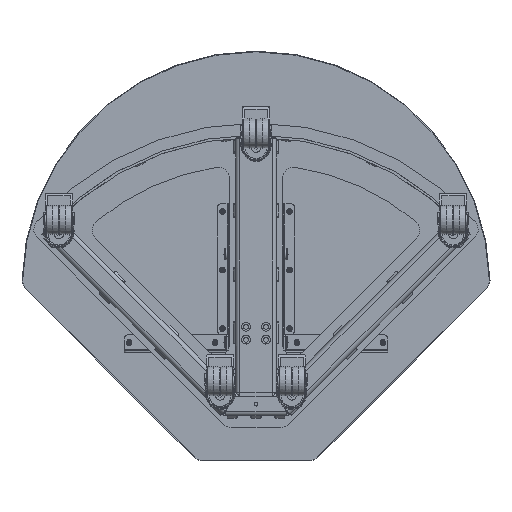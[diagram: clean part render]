
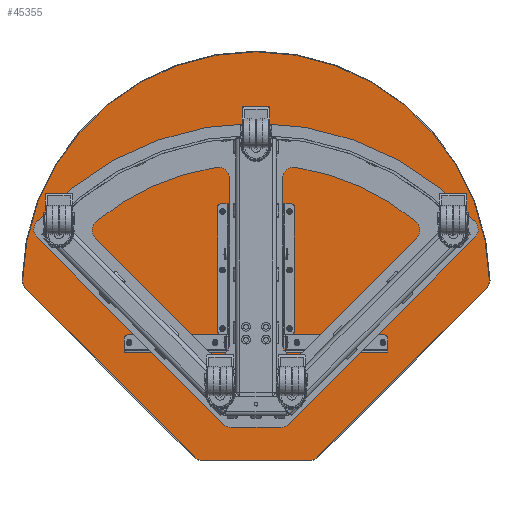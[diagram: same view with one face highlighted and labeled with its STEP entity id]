
A CAD part, front view. The second image highlights one B-rep face of the part: STEP entity #45355.
In plain terms, the highlighted planar face has unit normal (0, -1, 0).
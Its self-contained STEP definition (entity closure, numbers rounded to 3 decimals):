
#111 = EDGE_CURVE ( 'NONE', #374, #9781, #33399, .T. ) ;
#374 = VERTEX_POINT ( 'NONE', #20804 ) ;
#454 = CARTESIAN_POINT ( 'NONE',  ( 393.347, 766.2, 76.761 ) ) ;
#1932 = EDGE_CURVE ( 'NONE', #35667, #2374, #4387, .T. ) ;
#2374 = VERTEX_POINT ( 'NONE', #37147 ) ;
#2445 = ORIENTED_EDGE ( 'NONE', *, *, #37399, .T. ) ;
#2471 = ORIENTED_EDGE ( 'NONE', *, *, #50093, .T. ) ;
#3634 = DIRECTION ( 'NONE',  ( 0., 0., -1. ) ) ;
#4387 = CIRCLE ( 'NONE', #33527, 19. ) ;
#4754 = PLANE ( 'NONE',  #7102 ) ;
#5048 = VERTEX_POINT ( 'NONE', #49710 ) ;
#5526 = CARTESIAN_POINT ( 'NONE',  ( -32.35, 766.2, -105. ) ) ;
#5705 = DIRECTION ( 'NONE',  ( 0., 0., -1. ) ) ;
#5980 = VECTOR ( 'NONE', #41290, 1000. ) ;
#6249 = CARTESIAN_POINT ( 'NONE',  ( 91.716, 766.2, -217. ) ) ;
#6272 = DIRECTION ( 'NONE',  ( 0., 0., 1. ) ) ;
#7102 = AXIS2_PLACEMENT_3D ( 'NONE', #40442, #28200, #17234 ) ;
#7247 = EDGE_LOOP ( 'NONE', ( #2445, #27172, #32003, #10746, #21573, #15600, #41294, #33314 ) ) ;
#7525 = CARTESIAN_POINT ( 'NONE',  ( 23.35, 766.2, -114. ) ) ;
#7562 = CARTESIAN_POINT ( 'NONE',  ( 32.35, 766.2, -105. ) ) ;
#7571 = VERTEX_POINT ( 'NONE', #29454 ) ;
#7641 = CIRCLE ( 'NONE', #20936, 399. ) ;
#7646 = AXIS2_PLACEMENT_3D ( 'NONE', #18957, #35136, #47116 ) ;
#7931 = ORIENTED_EDGE ( 'NONE', *, *, #111, .T. ) ;
#8669 = EDGE_CURVE ( 'NONE', #49339, #47163, #29064, .T. ) ;
#8673 = VECTOR ( 'NONE', #27061, 1000. ) ;
#9453 = DIRECTION ( 'NONE',  ( 0., -1., 0. ) ) ;
#9781 = VERTEX_POINT ( 'NONE', #14408 ) ;
#10603 = CARTESIAN_POINT ( 'NONE',  ( -91.716, 766.2, -217. ) ) ;
#10731 = VECTOR ( 'NONE', #37570, 1000. ) ;
#10746 = ORIENTED_EDGE ( 'NONE', *, *, #8669, .T. ) ;
#11199 = LINE ( 'NONE', #7562, #8673 ) ;
#12435 = CARTESIAN_POINT ( 'NONE',  ( 23.35, 766.2, -87. ) ) ;
#12567 = DIRECTION ( 'NONE',  ( 0., 0., -1. ) ) ;
#13053 = VECTOR ( 'NONE', #24228, 1000. ) ;
#14408 = CARTESIAN_POINT ( 'NONE',  ( -32.35, 766.2, -96. ) ) ;
#14926 = AXIS2_PLACEMENT_3D ( 'NONE', #40899, #48951, #41411 ) ;
#15021 = EDGE_CURVE ( 'NONE', #35601, #35237, #11199, .T. ) ;
#15117 = CARTESIAN_POINT ( 'NONE',  ( 0., 766.2, 82. ) ) ;
#15600 = ORIENTED_EDGE ( 'NONE', *, *, #49598, .T. ) ;
#15857 = EDGE_CURVE ( 'NONE', #9781, #7571, #37026, .T. ) ;
#16358 = VECTOR ( 'NONE', #34479, 1000. ) ;
#16522 = CARTESIAN_POINT ( 'NONE',  ( -23.35, 766.2, -114. ) ) ;
#16795 = EDGE_CURVE ( 'NONE', #49211, #374, #18728, .T. ) ;
#17181 = DIRECTION ( 'NONE',  ( 0., 0., -1. ) ) ;
#17234 = DIRECTION ( 'NONE',  ( 0., 0., -1. ) ) ;
#17351 = CIRCLE ( 'NONE', #33188, 9. ) ;
#17440 = DIRECTION ( 'NONE',  ( 0., -1., 0. ) ) ;
#17531 = CARTESIAN_POINT ( 'NONE',  ( 393.347, 766.2, 76.761 ) ) ;
#17863 = AXIS2_PLACEMENT_3D ( 'NONE', #45881, #30476, #6272 ) ;
#18030 = LINE ( 'NONE', #17531, #16358 ) ;
#18728 = CIRCLE ( 'NONE', #30392, 9. ) ;
#18957 = CARTESIAN_POINT ( 'NONE',  ( 23.35, 766.2, -105. ) ) ;
#19777 = CARTESIAN_POINT ( 'NONE',  ( 32.35, 766.2, -105. ) ) ;
#19898 = CARTESIAN_POINT ( 'NONE',  ( 105.151, 766.2, -211.435 ) ) ;
#20804 = CARTESIAN_POINT ( 'NONE',  ( -32.35, 766.2, -105. ) ) ;
#20901 = CIRCLE ( 'NONE', #7646, 9. ) ;
#20911 = VERTEX_POINT ( 'NONE', #50394 ) ;
#20936 = AXIS2_PLACEMENT_3D ( 'NONE', #15117, #30995, #38598 ) ;
#21145 = FACE_BOUND ( 'NONE', #30223, .T. ) ;
#21573 = ORIENTED_EDGE ( 'NONE', *, *, #46747, .T. ) ;
#22284 = CARTESIAN_POINT ( 'NONE',  ( -105.151, 766.2, -211.435 ) ) ;
#22789 = DIRECTION ( 'NONE',  ( 0.707, 0., -0.707 ) ) ;
#23154 = VERTEX_POINT ( 'NONE', #23753 ) ;
#23753 = CARTESIAN_POINT ( 'NONE',  ( -398.907, 766.2, 90.606 ) ) ;
#24228 = DIRECTION ( 'NONE',  ( -1., 0., 0. ) ) ;
#24342 = ORIENTED_EDGE ( 'NONE', *, *, #15857, .T. ) ;
#24351 = CARTESIAN_POINT ( 'NONE',  ( -23.35, 766.2, -87. ) ) ;
#25360 = EDGE_CURVE ( 'NONE', #7571, #30535, #45206, .T. ) ;
#25528 = DIRECTION ( 'NONE',  ( 1., 0., 0. ) ) ;
#27061 = DIRECTION ( 'NONE',  ( 0., 0., -1. ) ) ;
#27152 = CIRCLE ( 'NONE', #31322, 19. ) ;
#27172 = ORIENTED_EDGE ( 'NONE', *, *, #46379, .T. ) ;
#28200 = DIRECTION ( 'NONE',  ( 0., -1., 0. ) ) ;
#28587 = CARTESIAN_POINT ( 'NONE',  ( 32.35, 766.2, -96. ) ) ;
#28654 = LINE ( 'NONE', #49229, #13053 ) ;
#29064 = CIRCLE ( 'NONE', #14926, 19. ) ;
#29454 = CARTESIAN_POINT ( 'NONE',  ( -23.35, 766.2, -87. ) ) ;
#30223 = EDGE_LOOP ( 'NONE', ( #24342, #36850, #2471, #48694, #46585, #30570, #34707, #7931 ) ) ;
#30392 = AXIS2_PLACEMENT_3D ( 'NONE', #46009, #41849, #46789 ) ;
#30476 = DIRECTION ( 'NONE',  ( 0., 1., 0. ) ) ;
#30535 = VERTEX_POINT ( 'NONE', #12435 ) ;
#30537 = VERTEX_POINT ( 'NONE', #7525 ) ;
#30570 = ORIENTED_EDGE ( 'NONE', *, *, #48395, .T. ) ;
#30995 = DIRECTION ( 'NONE',  ( 0., -1., 0. ) ) ;
#31322 = AXIS2_PLACEMENT_3D ( 'NONE', #48265, #9453, #12567 ) ;
#32003 = ORIENTED_EDGE ( 'NONE', *, *, #40081, .T. ) ;
#32069 = VECTOR ( 'NONE', #22789, 1000. ) ;
#33188 = AXIS2_PLACEMENT_3D ( 'NONE', #50470, #37487, #5705 ) ;
#33314 = ORIENTED_EDGE ( 'NONE', *, *, #1932, .T. ) ;
#33399 = LINE ( 'NONE', #5526, #10731 ) ;
#33527 = AXIS2_PLACEMENT_3D ( 'NONE', #35382, #39331, #3634 ) ;
#34479 = DIRECTION ( 'NONE',  ( 0.707, 0., 0.707 ) ) ;
#34488 = VERTEX_POINT ( 'NONE', #19898 ) ;
#34707 = ORIENTED_EDGE ( 'NONE', *, *, #16795, .T. ) ;
#35136 = DIRECTION ( 'NONE',  ( 0., 1., 0. ) ) ;
#35237 = VERTEX_POINT ( 'NONE', #19777 ) ;
#35382 = CARTESIAN_POINT ( 'NONE',  ( 379.912, 766.2, 90.196 ) ) ;
#35525 = EDGE_CURVE ( 'NONE', #35237, #30537, #20901, .T. ) ;
#35601 = VERTEX_POINT ( 'NONE', #28587 ) ;
#35667 = VERTEX_POINT ( 'NONE', #454 ) ;
#36481 = CIRCLE ( 'NONE', #46473, 19. ) ;
#36850 = ORIENTED_EDGE ( 'NONE', *, *, #25360, .T. ) ;
#37026 = CIRCLE ( 'NONE', #17863, 9. ) ;
#37147 = CARTESIAN_POINT ( 'NONE',  ( 398.907, 766.2, 90.606 ) ) ;
#37399 = EDGE_CURVE ( 'NONE', #2374, #23154, #7641, .T. ) ;
#37487 = DIRECTION ( 'NONE',  ( 0., 1., 0. ) ) ;
#37570 = DIRECTION ( 'NONE',  ( 0., 0., 1. ) ) ;
#38598 = DIRECTION ( 'NONE',  ( 0., 0., -1. ) ) ;
#39331 = DIRECTION ( 'NONE',  ( 0., -1., 0. ) ) ;
#40081 = EDGE_CURVE ( 'NONE', #20911, #49339, #45771, .T. ) ;
#40442 = CARTESIAN_POINT ( 'NONE',  ( -379.912, 766.2, 90.196 ) ) ;
#40899 = CARTESIAN_POINT ( 'NONE',  ( -91.716, 766.2, -198. ) ) ;
#40935 = CARTESIAN_POINT ( 'NONE',  ( 91.716, 766.2, -198. ) ) ;
#41195 = EDGE_CURVE ( 'NONE', #34488, #35667, #18030, .T. ) ;
#41290 = DIRECTION ( 'NONE',  ( 1., 0., 0. ) ) ;
#41294 = ORIENTED_EDGE ( 'NONE', *, *, #41195, .T. ) ;
#41411 = DIRECTION ( 'NONE',  ( 0., 0., -1. ) ) ;
#41823 = CARTESIAN_POINT ( 'NONE',  ( -105.151, 766.2, -211.435 ) ) ;
#41849 = DIRECTION ( 'NONE',  ( 0., 1., 0. ) ) ;
#44898 = FACE_OUTER_BOUND ( 'NONE', #7247, .T. ) ;
#45206 = LINE ( 'NONE', #24351, #5980 ) ;
#45355 = ADVANCED_FACE ( 'NONE', ( #44898, #21145 ), #4754, .T. ) ;
#45593 = LINE ( 'NONE', #6249, #47204 ) ;
#45771 = LINE ( 'NONE', #22284, #32069 ) ;
#45881 = CARTESIAN_POINT ( 'NONE',  ( -23.35, 766.2, -96. ) ) ;
#46009 = CARTESIAN_POINT ( 'NONE',  ( -23.35, 766.2, -105. ) ) ;
#46379 = EDGE_CURVE ( 'NONE', #23154, #20911, #27152, .T. ) ;
#46473 = AXIS2_PLACEMENT_3D ( 'NONE', #40935, #17440, #17181 ) ;
#46585 = ORIENTED_EDGE ( 'NONE', *, *, #35525, .T. ) ;
#46747 = EDGE_CURVE ( 'NONE', #47163, #5048, #45593, .T. ) ;
#46789 = DIRECTION ( 'NONE',  ( 0., 0., -1. ) ) ;
#47116 = DIRECTION ( 'NONE',  ( 0., 0., -1. ) ) ;
#47163 = VERTEX_POINT ( 'NONE', #10603 ) ;
#47204 = VECTOR ( 'NONE', #25528, 1000. ) ;
#48265 = CARTESIAN_POINT ( 'NONE',  ( -379.912, 766.2, 90.196 ) ) ;
#48395 = EDGE_CURVE ( 'NONE', #30537, #49211, #28654, .T. ) ;
#48694 = ORIENTED_EDGE ( 'NONE', *, *, #15021, .T. ) ;
#48951 = DIRECTION ( 'NONE',  ( 0., -1., 0. ) ) ;
#49211 = VERTEX_POINT ( 'NONE', #16522 ) ;
#49229 = CARTESIAN_POINT ( 'NONE',  ( -23.35, 766.2, -114. ) ) ;
#49339 = VERTEX_POINT ( 'NONE', #41823 ) ;
#49598 = EDGE_CURVE ( 'NONE', #5048, #34488, #36481, .T. ) ;
#49710 = CARTESIAN_POINT ( 'NONE',  ( 91.716, 766.2, -217. ) ) ;
#50093 = EDGE_CURVE ( 'NONE', #30535, #35601, #17351, .T. ) ;
#50394 = CARTESIAN_POINT ( 'NONE',  ( -393.347, 766.2, 76.761 ) ) ;
#50470 = CARTESIAN_POINT ( 'NONE',  ( 23.35, 766.2, -96. ) ) ;
